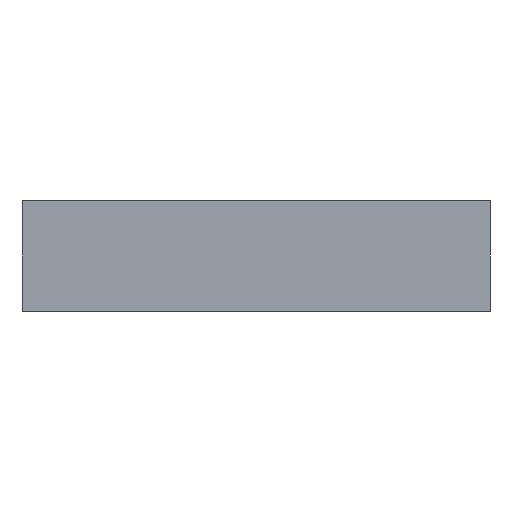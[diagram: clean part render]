
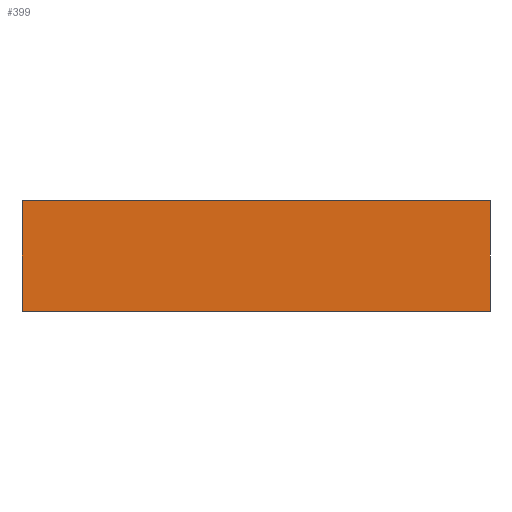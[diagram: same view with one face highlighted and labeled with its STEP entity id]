
A CAD part, left-side view. The second image highlights one B-rep face of the part: STEP entity #399.
In plain terms, the highlighted planar face has unit normal (-1, 0, 0).
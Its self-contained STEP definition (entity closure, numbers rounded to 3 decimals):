
#21=LINE('',#686,#33);
#22=LINE('',#689,#34);
#23=LINE('',#691,#35);
#24=LINE('',#692,#36);
#33=VECTOR('',#579,10.);
#34=VECTOR('',#582,10.);
#35=VECTOR('',#583,10.);
#36=VECTOR('',#584,10.);
#47=PLANE('',#463);
#123=FACE_OUTER_BOUND('',#173,.T.);
#173=EDGE_LOOP('',(#345,#346,#347,#348));
#249=VERTEX_POINT('',#682);
#250=VERTEX_POINT('',#684);
#251=VERTEX_POINT('',#688);
#252=VERTEX_POINT('',#690);
#287=EDGE_CURVE('',#249,#250,#21,.T.);
#288=EDGE_CURVE('',#251,#249,#22,.T.);
#289=EDGE_CURVE('',#252,#250,#23,.T.);
#290=EDGE_CURVE('',#251,#252,#24,.T.);
#345=ORIENTED_EDGE('',*,*,#288,.T.);
#346=ORIENTED_EDGE('',*,*,#287,.T.);
#347=ORIENTED_EDGE('',*,*,#289,.F.);
#348=ORIENTED_EDGE('',*,*,#290,.F.);
#399=ADVANCED_FACE('',(#123),#47,.T.);
#463=AXIS2_PLACEMENT_3D('',#687,#580,#581);
#579=DIRECTION('',(0.,0.,1.));
#580=DIRECTION('center_axis',(-1.,0.,0.));
#581=DIRECTION('ref_axis',(0.,-1.,0.));
#582=DIRECTION('',(0.,-1.,0.));
#583=DIRECTION('',(0.,-1.,0.));
#584=DIRECTION('',(0.,0.,1.));
#682=CARTESIAN_POINT('',(-200.,-33.75,0.));
#684=CARTESIAN_POINT('',(-200.,-33.75,16.));
#686=CARTESIAN_POINT('',(-200.,-33.75,0.));
#687=CARTESIAN_POINT('Origin',(-200.,33.75,0.));
#688=CARTESIAN_POINT('',(-200.,33.75,0.));
#689=CARTESIAN_POINT('',(-200.,33.75,0.));
#690=CARTESIAN_POINT('',(-200.,33.75,16.));
#691=CARTESIAN_POINT('',(-200.,33.75,16.));
#692=CARTESIAN_POINT('',(-200.,33.75,0.));
